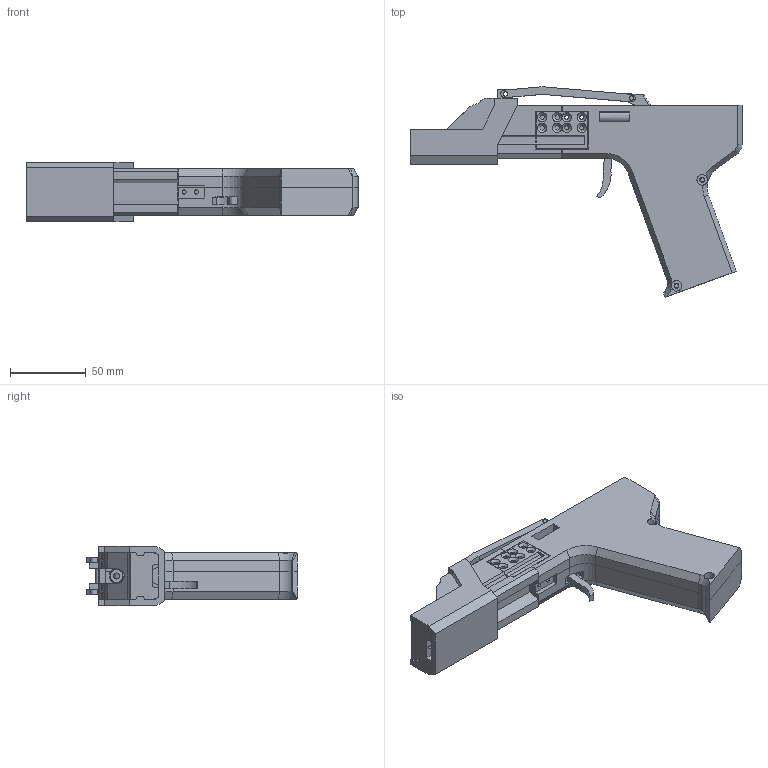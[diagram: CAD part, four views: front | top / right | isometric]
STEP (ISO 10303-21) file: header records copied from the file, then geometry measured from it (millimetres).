
FILE_DESCRIPTION(/* description */ (''),/* implementation_level */ '2;1');
FILE_NAME(/* name */ 'Maccaronikanone.stp',/* time_stamp */ '2024-01-25T23:28:22+01:00',/* author */ ('Lukas'),/* organization */ (''),/* preprocessor_version */ 'ST-DEVELOPER v18.1',/* originating_system */ 'Autodesk Inventor 2021',/* authorisation */ '');
FILE_SCHEMA (('AUTOMOTIVE_DESIGN { 1 0 10303 214 3 1 1 }'));
Length unit declared in the file: millimetre
Products named in the file (19): Maccaronikanone; Griff_rechts; Griff_rechts_1; Hammer; Hammer_Knautschzone; Fangklinke; Abzugstange; Abzug; Ladelasche; Ladelasche_1; Ladelasche_Schraube; Federgelenkblock; Federstange; Magazinhalter und Laderampe; Ladeschlitten; Ladebügel; Maccaroni; Montageplatte_L; Montageplatte_R
Assembly tree (20 placements, depth 2):
  Maccaronikanone
    Griff_rechts
    Griff_rechts_1
    Hammer
    Hammer_Knautschzone
    Fangklinke
    Abzugstange
    Abzug
    Ladelasche
    Ladelasche_1
    Ladelasche_Schraube  x2
    Federgelenkblock
    Federstange
    Magazinhalter und Laderampe
    Ladeschlitten
    Ladebügel  x2
    Maccaroni
    Montageplatte_L
    Montageplatte_R
Bounding box: 219.26 x 139 x 39.6 mm (x, y, z)
Volume: 211677.7 mm3; surface area: 111489.4 mm2
Topology: 20 solids, 20 shells, 550 faces, 1439 edges, 937 vertices
Faces by surface type: plane 378, cylinder 137, cone 25, bspline 8, torus 2
Full cylindrical faces by diameter (mm): 2.2 x1, 2.7 x15, 2.8 x2, 2.9 x8, 3 x7, 3.1 x2, 3.2 x30, 3.8 x1, 4 x3, 4.3 x1, 6 x5, 7 x3, 8.5 x1, 10 x1, 17 x2
Entity records: 17899 total; most frequent: CARTESIAN_POINT 3437, DIRECTION 2839, ORIENTED_EDGE 2818, EDGE_CURVE 1409, LINE 1039, VECTOR 1039, VERTEX_POINT 919, AXIS2_PLACEMENT_3D 900
